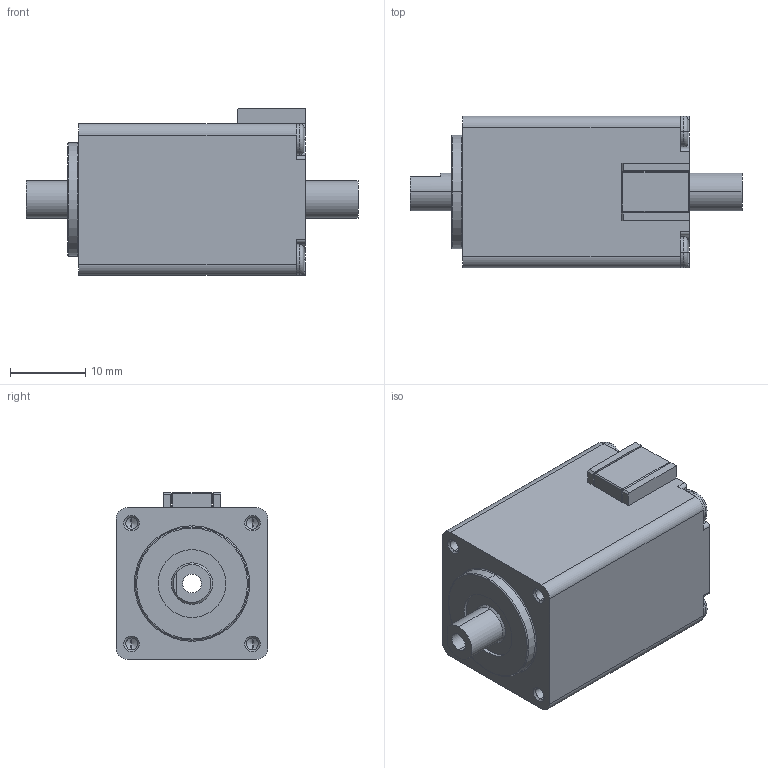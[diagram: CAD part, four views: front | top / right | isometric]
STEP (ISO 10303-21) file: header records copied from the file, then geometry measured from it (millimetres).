
FILE_DESCRIPTION (( 'STEP AP214' ), '1' );
FILE_NAME ('NEMA8 hollow shaft_L38.STEP', '2023-11-05T07:47:17', ( '' ), ( '' ), 'SwSTEP 2.0', 'SolidWorks 2023', '' );
FILE_SCHEMA (( 'AUTOMOTIVE_DESIGN' ));
Length unit declared in the file: millimetre
Products named in the file (1): NEMA8 hollow shaft_L38
Bounding box: 44 x 20.1 x 22.1 mm (x, y, z)
Volume: 12401.5 mm3; surface area: 4039.9 mm2
Topology: 1 solids, 1 shells, 128 faces, 315 edges, 188 vertices
Faces by surface type: plane 49, cylinder 47, cone 18, torus 12, sphere 2
Entity records: 4195 total; most frequent: DIRECTION 697, CARTESIAN_POINT 622, ORIENTED_EDGE 610, EDGE_CURVE 305, AXIS2_PLACEMENT_3D 263, VERTEX_POINT 188, VECTOR 171, LINE 171
